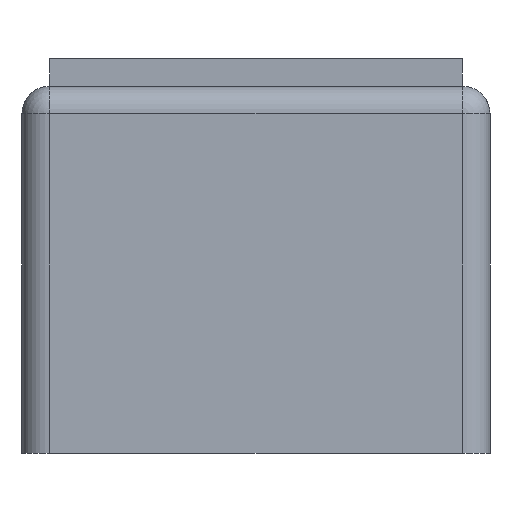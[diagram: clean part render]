
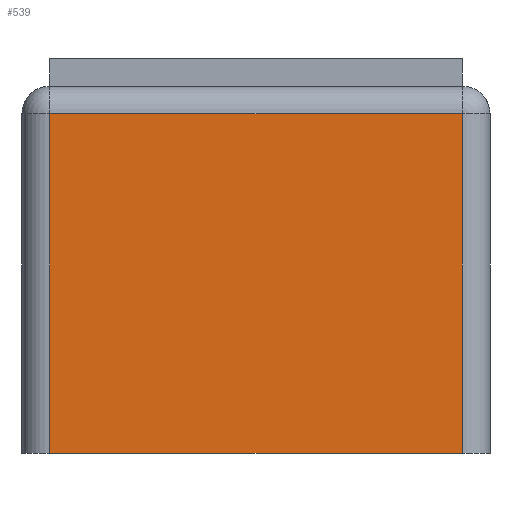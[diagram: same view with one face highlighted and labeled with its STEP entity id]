
A CAD part, left-side view. The second image highlights one B-rep face of the part: STEP entity #539.
In plain terms, the highlighted planar face has unit normal (-1, 0, 0).
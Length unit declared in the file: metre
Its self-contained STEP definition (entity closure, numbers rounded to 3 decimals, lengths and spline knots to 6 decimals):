
#55=ORIENTED_EDGE('',*,*,#207,.T.);
#56=ORIENTED_EDGE('',*,*,#208,.T.);
#57=ORIENTED_EDGE('',*,*,#209,.T.);
#58=ORIENTED_EDGE('',*,*,#210,.T.);
#207=EDGE_CURVE('',#283,#284,#329,.F.);
#208=EDGE_CURVE('',#284,#285,#330,.F.);
#209=EDGE_CURVE('',#285,#286,#331,.T.);
#210=EDGE_CURVE('',#286,#283,#332,.T.);
#283=VERTEX_POINT('',#844);
#284=VERTEX_POINT('',#845);
#285=VERTEX_POINT('',#847);
#286=VERTEX_POINT('',#849);
#329=LINE('',#843,#383);
#330=LINE('',#846,#384);
#331=LINE('',#848,#385);
#332=LINE('',#850,#386);
#383=VECTOR('',#668,1.);
#384=VECTOR('',#669,1.);
#385=VECTOR('',#670,1.);
#386=VECTOR('',#671,1.);
#434=EDGE_LOOP('',(#55,#56,#57,#58));
#476=FACE_BOUND('',#434,.T.);
#518=PLANE('',#600);
#539=ADVANCED_FACE('',(#476),#518,.T.);
#600=AXIS2_PLACEMENT_3D('',#842,#666,#667);
#666=DIRECTION('',(-1.,0.,0.));
#667=DIRECTION('',(0.,-1.,0.));
#668=DIRECTION('',(0.,-1.,0.));
#669=DIRECTION('',(0.,0.,1.));
#670=DIRECTION('',(0.,-1.,0.));
#671=DIRECTION('',(0.,0.,1.));
#842=CARTESIAN_POINT('',(0.043384,0.,-0.04));
#843=CARTESIAN_POINT('',(0.043384,0.,-0.003));
#844=CARTESIAN_POINT('',(0.043384,-0.0225,-0.003));
#845=CARTESIAN_POINT('',(0.043384,0.0225,-0.003));
#846=CARTESIAN_POINT('',(0.043384,0.0225,-0.04));
#847=CARTESIAN_POINT('',(0.043384,0.0225,-0.04));
#848=CARTESIAN_POINT('',(0.043384,0.,-0.04));
#849=CARTESIAN_POINT('',(0.043384,-0.0225,-0.04));
#850=CARTESIAN_POINT('',(0.043384,-0.0225,0.));
